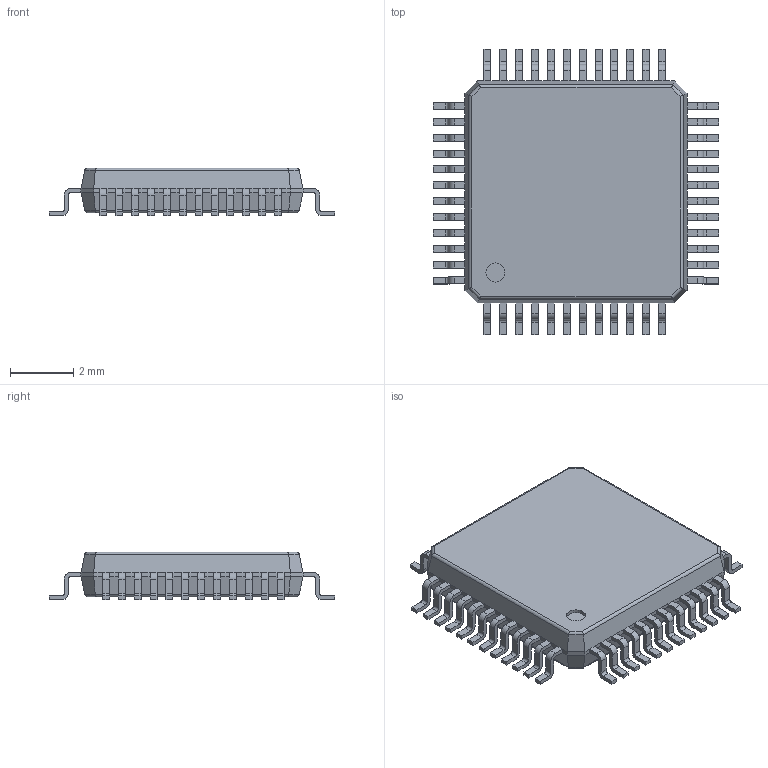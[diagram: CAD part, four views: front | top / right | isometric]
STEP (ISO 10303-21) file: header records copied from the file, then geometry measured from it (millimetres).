
FILE_DESCRIPTION(/* description */ ('48L LQFP, 7.00 x 7.00 x 1.40mm body size Pitch 0.5 mm'),/* implementation_level */ '2;1');
FILE_NAME(/* name */ 'LQFP48.stp',/* time_stamp */ '2020-08-26T09:49:29+02:00',/* author */ ('sawaiz'),/* organization */ (''),/* preprocessor_version */ 'ST-DEVELOPER v18.1',/* originating_system */ 'Autodesk Inventor 2020',/* authorisation */ '');
FILE_SCHEMA (('AUTOMOTIVE_DESIGN { 1 0 10303 214 3 1 1 }'));
Length unit declared in the file: millimetre
Products named in the file (1): STM32-LQFP48
Bounding box: 9 x 9 x 1.51 mm (x, y, z)
Volume: 68.3 mm3; surface area: 180.8 mm2
Topology: 1 solids, 1 shells, 716 faces, 1917 edges, 1204 vertices
Faces by surface type: plane 507, cylinder 209
Full cylindrical faces by diameter (mm): 0.6 x1
Entity records: 22129 total; most frequent: CARTESIAN_POINT 3838, ORIENTED_EDGE 3834, DIRECTION 3755, EDGE_CURVE 1917, LINE 1513, VECTOR 1513, VERTEX_POINT 1204, AXIS2_PLACEMENT_3D 1121
